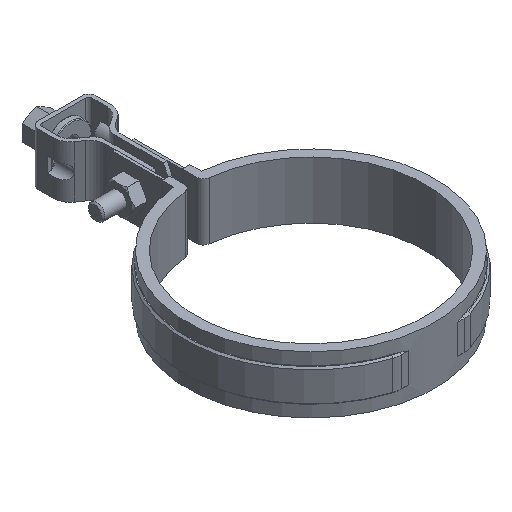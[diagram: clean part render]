
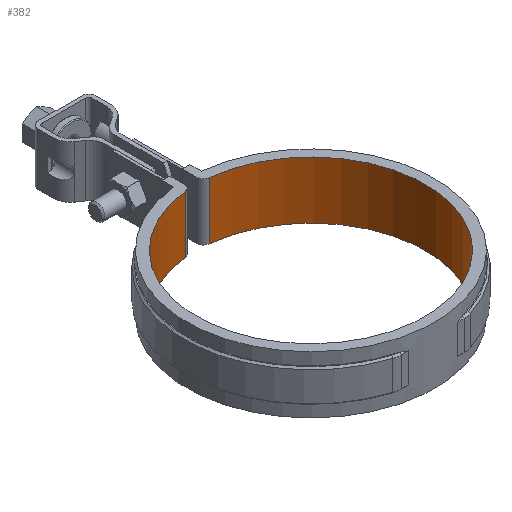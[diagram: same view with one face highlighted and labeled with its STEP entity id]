
A CAD part, isometric view. The second image highlights one B-rep face of the part: STEP entity #382.
In plain terms, the highlighted cylindrical face has radius 69.9 mm (diameter 139.8 mm), a partial arc.
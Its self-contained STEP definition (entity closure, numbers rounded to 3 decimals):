
#382 = ADVANCED_FACE( '', ( #632 ), #633, .F. );
#632 = FACE_OUTER_BOUND( '', #1759, .T. );
#633 = CYLINDRICAL_SURFACE( '', #1760, 69.9 );
#1759 = EDGE_LOOP( '', ( #4126, #4127, #4128, #4129 ) );
#1760 = AXIS2_PLACEMENT_3D( '', #4130, #4131, #4132 );
#4126 = ORIENTED_EDGE( '', *, *, #5214, .T. );
#4127 = ORIENTED_EDGE( '', *, *, #5125, .F. );
#4128 = ORIENTED_EDGE( '', *, *, #5208, .F. );
#4129 = ORIENTED_EDGE( '', *, *, #5216, .T. );
#4130 = CARTESIAN_POINT( '', ( 0., 0., -32. ) );
#4131 = DIRECTION( '', ( 0., 0., 1. ) );
#4132 = DIRECTION( '', ( -0.106, -0.994, 0. ) );
#5125 = EDGE_CURVE( '', #5735, #5737, #5738, .T. );
#5208 = EDGE_CURVE( '', #5871, #5735, #5872, .T. );
#5214 = EDGE_CURVE( '', #5879, #5737, #5880, .T. );
#5216 = EDGE_CURVE( '', #5871, #5879, #5882, .T. );
#5735 = VERTEX_POINT( '', #8386 );
#5737 = VERTEX_POINT( '', #8388 );
#5738 = CIRCLE( '', #8389, 69.9 );
#5871 = VERTEX_POINT( '', #8597 );
#5872 = LINE( '', #8598, #8599 );
#5879 = VERTEX_POINT( '', #8610 );
#5880 = LINE( '', #8611, #8612 );
#5882 = CIRCLE( '', #8614, 69.9 );
#8386 = CARTESIAN_POINT( '', ( 7.378, 69.51, 1.5 ) );
#8388 = CARTESIAN_POINT( '', ( -7.378, 69.51, 1.5 ) );
#8389 = AXIS2_PLACEMENT_3D( '', #9525, #9526, #9527 );
#8597 = CARTESIAN_POINT( '', ( 7.378, 69.51, -33.5 ) );
#8598 = CARTESIAN_POINT( '', ( 7.378, 69.51, -32. ) );
#8599 = VECTOR( '', #9656, 1000. );
#8610 = CARTESIAN_POINT( '', ( -7.378, 69.51, -33.5 ) );
#8611 = CARTESIAN_POINT( '', ( -7.378, 69.51, -32. ) );
#8612 = VECTOR( '', #9664, 1000. );
#8614 = AXIS2_PLACEMENT_3D( '', #9668, #9669, #9670 );
#9525 = CARTESIAN_POINT( '', ( 0., 0., 1.5 ) );
#9526 = DIRECTION( '', ( 0., 0., -1. ) );
#9527 = DIRECTION( '', ( -1., 0., 0. ) );
#9656 = DIRECTION( '', ( 0., 0., 1. ) );
#9664 = DIRECTION( '', ( 0., 0., 1. ) );
#9668 = CARTESIAN_POINT( '', ( 0., 0., -33.5 ) );
#9669 = DIRECTION( '', ( 0., 0., -1. ) );
#9670 = DIRECTION( '', ( -1., 0., 0. ) );
